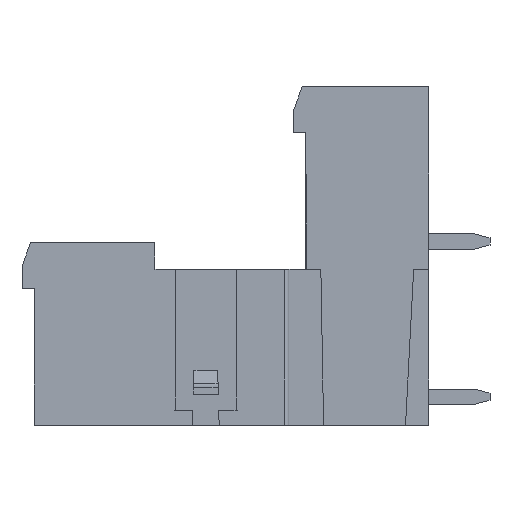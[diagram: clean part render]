
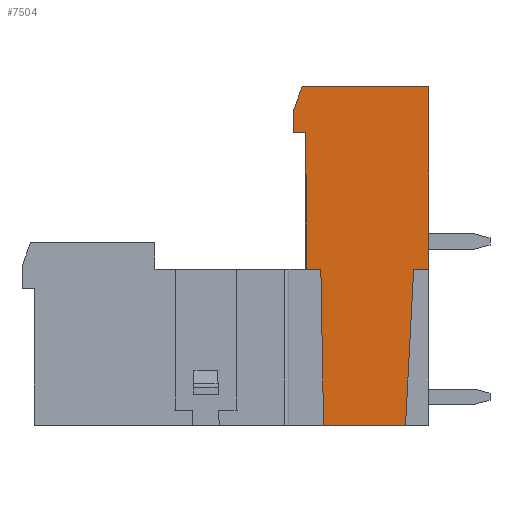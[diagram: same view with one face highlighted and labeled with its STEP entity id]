
A CAD part, left-side view. The second image highlights one B-rep face of the part: STEP entity #7504.
In plain terms, the highlighted planar face has unit normal (-1, 0, 0).
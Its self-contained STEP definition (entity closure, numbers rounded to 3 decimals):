
#29 = CARTESIAN_POINT ( 'NONE',  ( -3.285, 4.291, 10.244 ) ) ;
#221 = VERTEX_POINT ( 'NONE', #8146 ) ;
#358 = ORIENTED_EDGE ( 'NONE', *, *, #18299, .F. ) ;
#359 = DIRECTION ( 'NONE',  ( 0., -1., 0. ) ) ;
#1432 = LINE ( 'NONE', #8333, #16665 ) ;
#2027 = CARTESIAN_POINT ( 'NONE',  ( -3.285, -21.55, 23.939 ) ) ;
#2107 = VERTEX_POINT ( 'NONE', #8983 ) ;
#2117 = EDGE_CURVE ( 'NONE', #2107, #5913, #11197, .T. ) ;
#2387 = VECTOR ( 'NONE', #16883, 1000. ) ;
#2550 = EDGE_CURVE ( 'NONE', #5913, #221, #18540, .T. ) ;
#2572 = ORIENTED_EDGE ( 'NONE', *, *, #11083, .F. ) ;
#2789 = VERTEX_POINT ( 'NONE', #8641 ) ;
#2996 = EDGE_CURVE ( 'NONE', #9334, #15596, #10518, .T. ) ;
#3062 = ORIENTED_EDGE ( 'NONE', *, *, #2117, .F. ) ;
#3390 = CARTESIAN_POINT ( 'NONE',  ( -3.285, -13.483, 19.208 ) ) ;
#3646 = LINE ( 'NONE', #16371, #11042 ) ;
#3896 = CARTESIAN_POINT ( 'NONE',  ( -3.285, -21.55, 10.244 ) ) ;
#3948 = DIRECTION ( 'NONE',  ( 0., -0.342, 0.94 ) ) ;
#3962 = ORIENTED_EDGE ( 'NONE', *, *, #17903, .F. ) ;
#4344 = CARTESIAN_POINT ( 'NONE',  ( -3.285, -14.479, 10.244 ) ) ;
#4422 = CARTESIAN_POINT ( 'NONE',  ( -3.285, -13.254, 22.196 ) ) ;
#4577 = DIRECTION ( 'NONE',  ( 0., -1., 0. ) ) ;
#4588 = DIRECTION ( 'NONE',  ( 0., 1., 0. ) ) ;
#4885 = DIRECTION ( 'NONE',  ( 0., -0.009, -1. ) ) ;
#5002 = LINE ( 'NONE', #17230, #5458 ) ;
#5319 = CARTESIAN_POINT ( 'NONE',  ( -3.285, -20.019, 0.035 ) ) ;
#5458 = VECTOR ( 'NONE', #8410, 1000. ) ;
#5594 = ORIENTED_EDGE ( 'NONE', *, *, #19125, .F. ) ;
#5822 = DIRECTION ( 'NONE',  ( 0., 0.017, 1. ) ) ;
#5900 = DIRECTION ( 'NONE',  ( 0., 1., 0. ) ) ;
#5913 = VERTEX_POINT ( 'NONE', #7683 ) ;
#6129 = CARTESIAN_POINT ( 'NONE',  ( -3.285, -12.492, 23.939 ) ) ;
#6169 = DIRECTION ( 'NONE',  ( 0., 1., 0. ) ) ;
#6424 = EDGE_CURVE ( 'NONE', #15382, #2789, #3646, .T. ) ;
#6835 = LINE ( 'NONE', #3390, #18137 ) ;
#7056 = VERTEX_POINT ( 'NONE', #15428 ) ;
#7168 = EDGE_CURVE ( 'NONE', #17677, #15596, #5002, .T. ) ;
#7504 = ADVANCED_FACE ( 'NONE', ( #17497 ), #7734, .T. ) ;
#7683 = CARTESIAN_POINT ( 'NONE',  ( -3.285, -12.691, 19.208 ) ) ;
#7734 = PLANE ( 'NONE',  #13424 ) ;
#7772 = ORIENTED_EDGE ( 'NONE', *, *, #7168, .T. ) ;
#8146 = CARTESIAN_POINT ( 'NONE',  ( -3.285, -12.691, 20.65 ) ) ;
#8333 = CARTESIAN_POINT ( 'NONE',  ( -3.285, -13.254, 22.196 ) ) ;
#8410 = DIRECTION ( 'NONE',  ( 0., -0.052, 0.999 ) ) ;
#8481 = EDGE_CURVE ( 'NONE', #2107, #12414, #6835, .T. ) ;
#8641 = CARTESIAN_POINT ( 'NONE',  ( -3.285, -21.55, 22.196 ) ) ;
#8668 = LINE ( 'NONE', #2027, #12582 ) ;
#8771 = ORIENTED_EDGE ( 'NONE', *, *, #6424, .F. ) ;
#8983 = CARTESIAN_POINT ( 'NONE',  ( -3.285, -13.483, 19.208 ) ) ;
#9228 = DIRECTION ( 'NONE',  ( -1., 0., 0. ) ) ;
#9334 = VERTEX_POINT ( 'NONE', #3896 ) ;
#9959 = LINE ( 'NONE', #29, #16847 ) ;
#10233 = ORIENTED_EDGE ( 'NONE', *, *, #2996, .F. ) ;
#10518 = LINE ( 'NONE', #14995, #17875 ) ;
#11042 = VECTOR ( 'NONE', #4577, 1000. ) ;
#11083 = EDGE_CURVE ( 'NONE', #17677, #7056, #11596, .T. ) ;
#11142 = VECTOR ( 'NONE', #18355, 1000. ) ;
#11197 = LINE ( 'NONE', #17038, #14193 ) ;
#11596 = LINE ( 'NONE', #12456, #11142 ) ;
#11985 = VERTEX_POINT ( 'NONE', #18911 ) ;
#12161 = EDGE_LOOP ( 'NONE', ( #19086, #5594, #3962, #2572, #7772, #10233, #15109, #8771, #358, #19078, #3062 ) ) ;
#12377 = DIRECTION ( 'NONE',  ( 0., 0., -1. ) ) ;
#12414 = VERTEX_POINT ( 'NONE', #15384 ) ;
#12456 = CARTESIAN_POINT ( 'NONE',  ( -3.285, -20.554, 0.035 ) ) ;
#12513 = CARTESIAN_POINT ( 'NONE',  ( -3.285, -12.691, 20.65 ) ) ;
#12582 = VECTOR ( 'NONE', #12377, 1000. ) ;
#13424 = AXIS2_PLACEMENT_3D ( 'NONE', #6129, #9228, #359 ) ;
#14193 = VECTOR ( 'NONE', #4588, 1000. ) ;
#14995 = CARTESIAN_POINT ( 'NONE',  ( -3.285, 4.291, 10.244 ) ) ;
#15109 = ORIENTED_EDGE ( 'NONE', *, *, #16936, .F. ) ;
#15222 = CARTESIAN_POINT ( 'NONE',  ( -3.285, -20.554, 10.244 ) ) ;
#15382 = VERTEX_POINT ( 'NONE', #4422 ) ;
#15384 = CARTESIAN_POINT ( 'NONE',  ( -3.285, -13.561, 10.244 ) ) ;
#15428 = CARTESIAN_POINT ( 'NONE',  ( -3.285, -14.657, 0.035 ) ) ;
#15596 = VERTEX_POINT ( 'NONE', #15222 ) ;
#16371 = CARTESIAN_POINT ( 'NONE',  ( -3.285, -12.492, 22.196 ) ) ;
#16665 = VECTOR ( 'NONE', #3948, 1000. ) ;
#16847 = VECTOR ( 'NONE', #5900, 1000. ) ;
#16883 = DIRECTION ( 'NONE',  ( 0., 0., 1. ) ) ;
#16936 = EDGE_CURVE ( 'NONE', #2789, #9334, #8668, .T. ) ;
#17038 = CARTESIAN_POINT ( 'NONE',  ( -3.285, -12.691, 19.208 ) ) ;
#17148 = VECTOR ( 'NONE', #5822, 1000. ) ;
#17230 = CARTESIAN_POINT ( 'NONE',  ( -3.285, -21.248, 23.48 ) ) ;
#17497 = FACE_OUTER_BOUND ( 'NONE', #12161, .T. ) ;
#17618 = LINE ( 'NONE', #4344, #17148 ) ;
#17677 = VERTEX_POINT ( 'NONE', #5319 ) ;
#17875 = VECTOR ( 'NONE', #6169, 1000. ) ;
#17903 = EDGE_CURVE ( 'NONE', #7056, #11985, #17618, .T. ) ;
#18137 = VECTOR ( 'NONE', #4885, 1000. ) ;
#18299 = EDGE_CURVE ( 'NONE', #221, #15382, #1432, .T. ) ;
#18355 = DIRECTION ( 'NONE',  ( 0., 1., 0. ) ) ;
#18540 = LINE ( 'NONE', #12513, #2387 ) ;
#18911 = CARTESIAN_POINT ( 'NONE',  ( -3.285, -14.479, 10.244 ) ) ;
#19078 = ORIENTED_EDGE ( 'NONE', *, *, #2550, .F. ) ;
#19086 = ORIENTED_EDGE ( 'NONE', *, *, #8481, .T. ) ;
#19125 = EDGE_CURVE ( 'NONE', #11985, #12414, #9959, .T. ) ;
